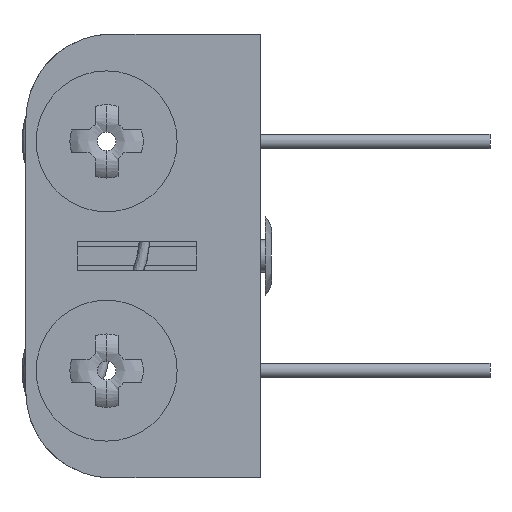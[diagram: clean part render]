
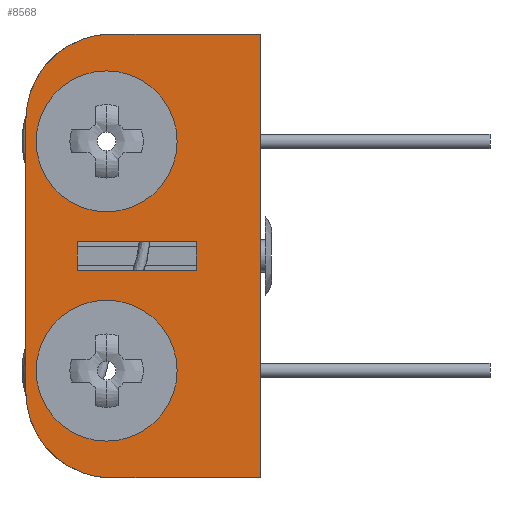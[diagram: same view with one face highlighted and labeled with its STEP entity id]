
A CAD part, left-side view. The second image highlights one B-rep face of the part: STEP entity #8568.
In plain terms, the highlighted planar face has unit normal (-1, 0, 0).
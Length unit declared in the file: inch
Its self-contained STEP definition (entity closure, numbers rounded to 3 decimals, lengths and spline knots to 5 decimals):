
#257 = EDGE_LOOP ( 'NONE', ( #14758, #11191 ) ) ;
#489 = EDGE_CURVE ( 'NONE', #3060, #4701, #1599, .T. ) ;
#501 = ORIENTED_EDGE ( 'NONE', *, *, #14111, .T. ) ;
#633 = VECTOR ( 'NONE', #7801, 39.37008 ) ;
#966 = PLANE ( 'NONE',  #2240 ) ;
#1032 = EDGE_CURVE ( 'NONE', #16162, #14419, #5568, .T. ) ;
#1035 = ORIENTED_EDGE ( 'NONE', *, *, #489, .T. ) ;
#1216 = CARTESIAN_POINT ( 'NONE',  ( -0.78109, 0.12649, -0.34672 ) ) ;
#1242 = VERTEX_POINT ( 'NONE', #11493 ) ;
#1317 = DIRECTION ( 'NONE',  ( 0., 0., 1. ) ) ;
#1437 = DIRECTION ( 'NONE',  ( 1., 0., 0. ) ) ;
#1447 = CARTESIAN_POINT ( 'NONE',  ( -0.78109, 0.01449, -0.01922 ) ) ;
#1501 = CARTESIAN_POINT ( 'NONE',  ( -0.78109, -0.04951, 0.19978 ) ) ;
#1588 = EDGE_CURVE ( 'NONE', #13334, #10989, #12654, .T. ) ;
#1599 = LINE ( 'NONE', #4646, #2287 ) ;
#1648 = VECTOR ( 'NONE', #1317, 39.37008 ) ;
#1657 = CARTESIAN_POINT ( 'NONE',  ( -0.78109, -0.04951, 0.35353 ) ) ;
#1671 = CARTESIAN_POINT ( 'NONE',  ( -0.78109, -0.06101, -0.08122 ) ) ;
#1940 = FACE_BOUND ( 'NONE', #257, .T. ) ;
#1999 = DIRECTION ( 'NONE',  ( 0., 0., 1. ) ) ;
#2112 = ORIENTED_EDGE ( 'NONE', *, *, #1588, .F. ) ;
#2240 = AXIS2_PLACEMENT_3D ( 'NONE', #3348, #12055, #4413 ) ;
#2287 = VECTOR ( 'NONE', #1999, 39.37008 ) ;
#2394 = DIRECTION ( 'NONE',  ( 0., 0., 1. ) ) ;
#2469 = ORIENTED_EDGE ( 'NONE', *, *, #2534, .F. ) ;
#2501 = CARTESIAN_POINT ( 'NONE',  ( -0.78109, -0.38551, 0.43378 ) ) ;
#2534 = EDGE_CURVE ( 'NONE', #1242, #13334, #9023, .T. ) ;
#2687 = DIRECTION ( 'NONE',  ( 0., 0., 1. ) ) ;
#2751 = LINE ( 'NONE', #1671, #5316 ) ;
#2767 = LINE ( 'NONE', #9100, #3810 ) ;
#2955 = VECTOR ( 'NONE', #2687, 39.37008 ) ;
#3060 = VERTEX_POINT ( 'NONE', #12687 ) ;
#3348 = CARTESIAN_POINT ( 'NONE',  ( -0.78109, -0.06101, -0.34672 ) ) ;
#3810 = VECTOR ( 'NONE', #11398, 39.37008 ) ;
#4019 = LINE ( 'NONE', #9037, #633 ) ;
#4042 = CARTESIAN_POINT ( 'NONE',  ( -0.78109, -0.24551, -0.08122 ) ) ;
#4213 = EDGE_CURVE ( 'NONE', #14419, #16162, #13977, .T. ) ;
#4252 = CARTESIAN_POINT ( 'NONE',  ( -0.78109, -0.06101, -0.53422 ) ) ;
#4413 = DIRECTION ( 'NONE',  ( 0., 1., 0. ) ) ;
#4590 = CIRCLE ( 'NONE', #11425, 0.15375 ) ;
#4646 = CARTESIAN_POINT ( 'NONE',  ( -0.78109, -0.38551, 0.43378 ) ) ;
#4673 = CARTESIAN_POINT ( 'NONE',  ( -0.78109, -0.04951, -0.30022 ) ) ;
#4701 = VERTEX_POINT ( 'NONE', #2501 ) ;
#4720 = ORIENTED_EDGE ( 'NONE', *, *, #10229, .F. ) ;
#4721 = EDGE_CURVE ( 'NONE', #5505, #9547, #2751, .T. ) ;
#5316 = VECTOR ( 'NONE', #14177, 39.37008 ) ;
#5505 = VERTEX_POINT ( 'NONE', #6153 ) ;
#5539 = AXIS2_PLACEMENT_3D ( 'NONE', #1501, #11533, #10389 ) ;
#5568 = CIRCLE ( 'NONE', #12078, 0.15375 ) ;
#5575 = DIRECTION ( 'NONE',  ( 0., 0., 1. ) ) ;
#5654 = FACE_BOUND ( 'NONE', #14438, .T. ) ;
#5691 = ORIENTED_EDGE ( 'NONE', *, *, #4721, .F. ) ;
#5897 = FACE_OUTER_BOUND ( 'NONE', #8220, .T. ) ;
#6113 = VERTEX_POINT ( 'NONE', #10553 ) ;
#6153 = CARTESIAN_POINT ( 'NONE',  ( -0.78109, 0.01449, -0.08122 ) ) ;
#6333 = CARTESIAN_POINT ( 'NONE',  ( -0.78109, 0.01449, -0.08122 ) ) ;
#6817 = DIRECTION ( 'NONE',  ( 0., 0., 1. ) ) ;
#6860 = AXIS2_PLACEMENT_3D ( 'NONE', #12709, #1437, #8997 ) ;
#6869 = AXIS2_PLACEMENT_3D ( 'NONE', #4673, #14708, #16103 ) ;
#7346 = VERTEX_POINT ( 'NONE', #1447 ) ;
#7801 = DIRECTION ( 'NONE',  ( 0., 0., -1. ) ) ;
#7842 = EDGE_CURVE ( 'NONE', #10330, #14163, #4590, .T. ) ;
#7938 = EDGE_CURVE ( 'NONE', #6113, #7346, #9441, .T. ) ;
#8042 = DIRECTION ( 'NONE',  ( -1., 0., 0. ) ) ;
#8084 = EDGE_LOOP ( 'NONE', ( #5691, #9226, #12014, #501 ) ) ;
#8220 = EDGE_LOOP ( 'NONE', ( #9450, #1035, #10659, #2112, #2469, #4720 ) ) ;
#8568 = ADVANCED_FACE ( 'NONE', ( #5897, #1940, #9505, #5654 ), #966, .F. ) ;
#8695 = CIRCLE ( 'NONE', #5539, 0.15375 ) ;
#8949 = EDGE_CURVE ( 'NONE', #3060, #12882, #2767, .T. ) ;
#8978 = DIRECTION ( 'NONE',  ( 1., 0., 0. ) ) ;
#8997 = DIRECTION ( 'NONE',  ( 0., 0., 1. ) ) ;
#9023 = LINE ( 'NONE', #1216, #2955 ) ;
#9037 = CARTESIAN_POINT ( 'NONE',  ( -0.78109, -0.24551, -0.01922 ) ) ;
#9100 = CARTESIAN_POINT ( 'NONE',  ( -0.78109, -0.06101, -0.53422 ) ) ;
#9226 = ORIENTED_EDGE ( 'NONE', *, *, #11940, .T. ) ;
#9441 = LINE ( 'NONE', #9770, #15372 ) ;
#9450 = ORIENTED_EDGE ( 'NONE', *, *, #8949, .F. ) ;
#9461 = EDGE_CURVE ( 'NONE', #4701, #10989, #12518, .T. ) ;
#9505 = FACE_BOUND ( 'NONE', #8084, .T. ) ;
#9547 = VERTEX_POINT ( 'NONE', #4042 ) ;
#9770 = CARTESIAN_POINT ( 'NONE',  ( -0.78109, -0.06101, -0.01922 ) ) ;
#10135 = CARTESIAN_POINT ( 'NONE',  ( -0.78109, -0.06101, -0.34672 ) ) ;
#10229 = EDGE_CURVE ( 'NONE', #12882, #1242, #13690, .T. ) ;
#10290 = EDGE_CURVE ( 'NONE', #14163, #10330, #8695, .T. ) ;
#10330 = VERTEX_POINT ( 'NONE', #1657 ) ;
#10389 = DIRECTION ( 'NONE',  ( 0., 0., 1. ) ) ;
#10523 = DIRECTION ( 'NONE',  ( -1., 0., 0. ) ) ;
#10553 = CARTESIAN_POINT ( 'NONE',  ( -0.78109, -0.24551, -0.01922 ) ) ;
#10659 = ORIENTED_EDGE ( 'NONE', *, *, #9461, .T. ) ;
#10989 = VERTEX_POINT ( 'NONE', #15952 ) ;
#11028 = CARTESIAN_POINT ( 'NONE',  ( -0.78109, 0.12649, 0.24628 ) ) ;
#11191 = ORIENTED_EDGE ( 'NONE', *, *, #10290, .F. ) ;
#11349 = LINE ( 'NONE', #6333, #1648 ) ;
#11398 = DIRECTION ( 'NONE',  ( 0., 1., 0. ) ) ;
#11425 = AXIS2_PLACEMENT_3D ( 'NONE', #12999, #10523, #6817 ) ;
#11493 = CARTESIAN_POINT ( 'NONE',  ( -0.78109, 0.12649, -0.34672 ) ) ;
#11533 = DIRECTION ( 'NONE',  ( -1., 0., 0. ) ) ;
#11940 = EDGE_CURVE ( 'NONE', #5505, #7346, #11349, .T. ) ;
#12014 = ORIENTED_EDGE ( 'NONE', *, *, #7938, .F. ) ;
#12055 = DIRECTION ( 'NONE',  ( 1., 0., 0. ) ) ;
#12078 = AXIS2_PLACEMENT_3D ( 'NONE', #14299, #8042, #5575 ) ;
#12518 = LINE ( 'NONE', #14668, #13022 ) ;
#12654 = CIRCLE ( 'NONE', #6860, 0.1875 ) ;
#12687 = CARTESIAN_POINT ( 'NONE',  ( -0.78109, -0.38551, -0.53422 ) ) ;
#12709 = CARTESIAN_POINT ( 'NONE',  ( -0.78109, -0.06101, 0.24628 ) ) ;
#12855 = ORIENTED_EDGE ( 'NONE', *, *, #1032, .F. ) ;
#12882 = VERTEX_POINT ( 'NONE', #4252 ) ;
#12999 = CARTESIAN_POINT ( 'NONE',  ( -0.78109, -0.04951, 0.19978 ) ) ;
#13022 = VECTOR ( 'NONE', #13512, 39.37008 ) ;
#13130 = CARTESIAN_POINT ( 'NONE',  ( -0.78109, -0.04951, 0.04603 ) ) ;
#13334 = VERTEX_POINT ( 'NONE', #11028 ) ;
#13512 = DIRECTION ( 'NONE',  ( 0., 1., 0. ) ) ;
#13690 = CIRCLE ( 'NONE', #15533, 0.1875 ) ;
#13775 = CARTESIAN_POINT ( 'NONE',  ( -0.78109, -0.04951, -0.14647 ) ) ;
#13977 = CIRCLE ( 'NONE', #6869, 0.15375 ) ;
#14111 = EDGE_CURVE ( 'NONE', #6113, #9547, #4019, .T. ) ;
#14163 = VERTEX_POINT ( 'NONE', #13130 ) ;
#14177 = DIRECTION ( 'NONE',  ( 0., -1., 0. ) ) ;
#14299 = CARTESIAN_POINT ( 'NONE',  ( -0.78109, -0.04951, -0.30022 ) ) ;
#14419 = VERTEX_POINT ( 'NONE', #14785 ) ;
#14438 = EDGE_LOOP ( 'NONE', ( #12855, #15727 ) ) ;
#14468 = DIRECTION ( 'NONE',  ( 0., 1., 0. ) ) ;
#14668 = CARTESIAN_POINT ( 'NONE',  ( -0.78109, -0.38551, 0.43378 ) ) ;
#14708 = DIRECTION ( 'NONE',  ( -1., 0., 0. ) ) ;
#14758 = ORIENTED_EDGE ( 'NONE', *, *, #7842, .F. ) ;
#14785 = CARTESIAN_POINT ( 'NONE',  ( -0.78109, -0.04951, -0.45397 ) ) ;
#15372 = VECTOR ( 'NONE', #14468, 39.37008 ) ;
#15533 = AXIS2_PLACEMENT_3D ( 'NONE', #10135, #8978, #2394 ) ;
#15727 = ORIENTED_EDGE ( 'NONE', *, *, #4213, .F. ) ;
#15952 = CARTESIAN_POINT ( 'NONE',  ( -0.78109, -0.06101, 0.43378 ) ) ;
#16103 = DIRECTION ( 'NONE',  ( 0., 0., 1. ) ) ;
#16162 = VERTEX_POINT ( 'NONE', #13775 ) ;
